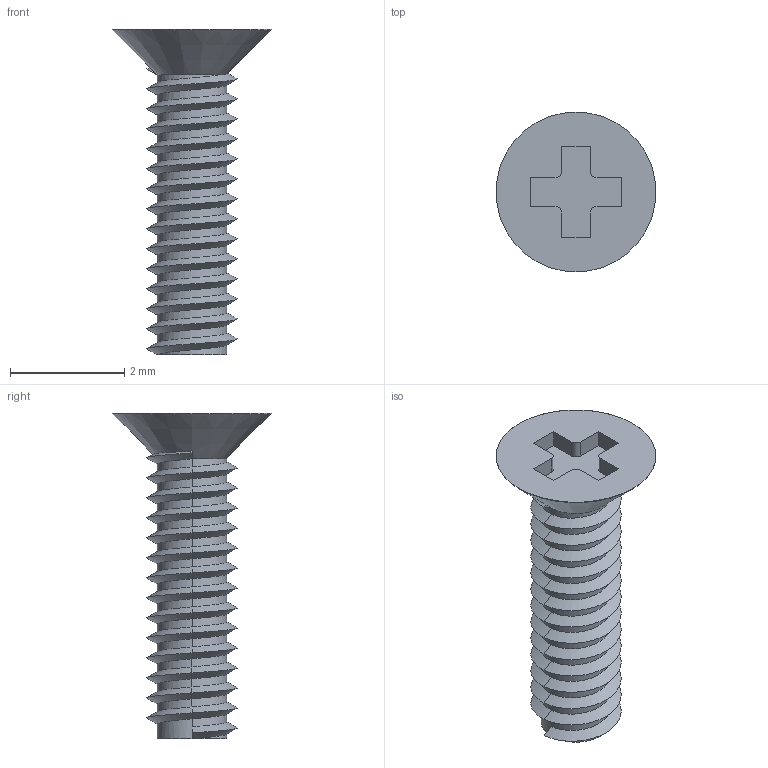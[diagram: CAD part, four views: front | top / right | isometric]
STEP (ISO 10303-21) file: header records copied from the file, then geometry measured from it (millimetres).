
FILE_DESCRIPTION(('FreeCAD Model'),'2;1');
FILE_NAME('Open CASCADE Shape Model','2025-06-23T10:55:44',('FreeCAD'),( 'FreeCAD'),'Open CASCADE STEP processor 7.7','FreeCAD','Unknown');
FILE_SCHEMA(('AUTOMOTIVE_DESIGN { 1 0 10303 214 1 1 1 1 }'));
Length unit declared in the file: millimetre
Products named in the file (1): Open CASCADE STEP translator 7.7 1
Bounding box: 2.8 x 2.8 x 5.7 mm (x, y, z)
Volume: 9.1 mm3; surface area: 49.5 mm2
Topology: 1 solids, 1 shells, 66 faces, 285 edges, 222 vertices
Faces by surface type: bspline 28, cylinder 20, plane 17, cone 1
Full cylindrical faces by diameter (mm): 1.22 x14, 2.8 x1
Entity records: 5222 total; most frequent: CARTESIAN_POINT 3311, ORIENTED_EDGE 570, EDGE_CURVE 285, VERTEX_POINT 222, B_SPLINE_CURVE_WITH_KNOTS 215, DIRECTION 160, FACE_BOUND 67, EDGE_LOOP 67
